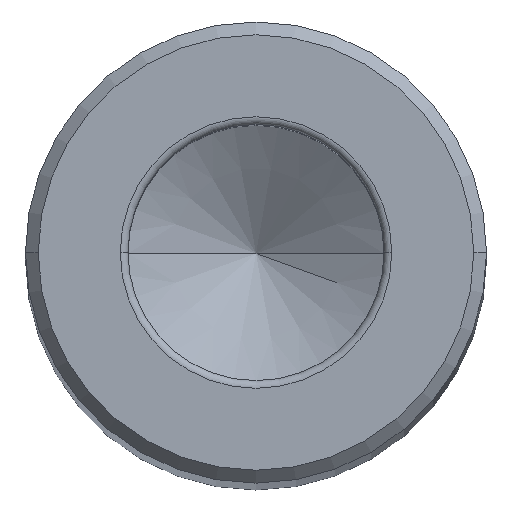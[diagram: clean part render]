
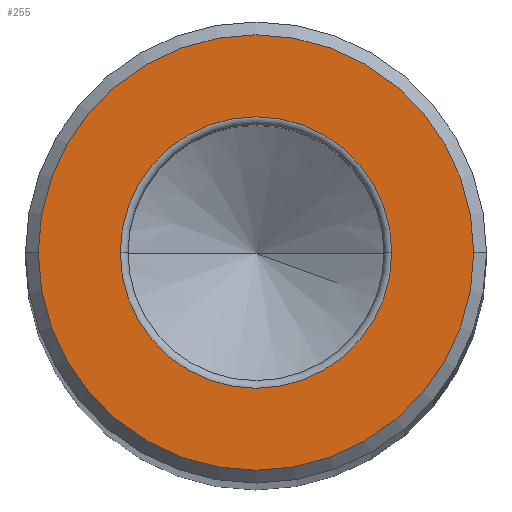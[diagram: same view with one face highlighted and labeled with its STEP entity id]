
A CAD part, top view. The second image highlights one B-rep face of the part: STEP entity #255.
In plain terms, the highlighted planar face has unit normal (0, 0, 1).
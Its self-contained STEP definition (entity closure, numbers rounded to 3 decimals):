
#14 = VERTEX_POINT ( 'NONE', #154 ) ;
#23 = AXIS2_PLACEMENT_3D ( 'NONE', #420, #89, #286 ) ;
#47 = EDGE_CURVE ( 'NONE', #302, #393, #579, .T. ) ;
#53 = CARTESIAN_POINT ( 'NONE',  ( 0., 0., 0. ) ) ;
#79 = FACE_OUTER_BOUND ( 'NONE', #482, .T. ) ;
#89 = DIRECTION ( 'NONE',  ( 0., 0., -1. ) ) ;
#103 = DIRECTION ( 'NONE',  ( 1., 0., 0. ) ) ;
#123 = DIRECTION ( 'NONE',  ( 0., 0., 1. ) ) ;
#136 = DIRECTION ( 'NONE',  ( 0., 0., 1. ) ) ;
#154 = CARTESIAN_POINT ( 'NONE',  ( 8.5, 0., 0. ) ) ;
#155 = DIRECTION ( 'NONE',  ( 0., 0., 1. ) ) ;
#159 = ORIENTED_EDGE ( 'NONE', *, *, #610, .T. ) ;
#193 = ORIENTED_EDGE ( 'NONE', *, *, #449, .T. ) ;
#225 = PLANE ( 'NONE',  #323 ) ;
#244 = DIRECTION ( 'NONE',  ( 0., 0., -1. ) ) ;
#255 = ADVANCED_FACE ( 'NONE', ( #516, #79 ), #225, .T. ) ;
#259 = CIRCLE ( 'NONE', #613, 8.5 ) ;
#284 = EDGE_LOOP ( 'NONE', ( #598, #514 ) ) ;
#286 = DIRECTION ( 'NONE',  ( 1., 0., 0. ) ) ;
#292 = DIRECTION ( 'NONE',  ( 1., 0., 0. ) ) ;
#302 = VERTEX_POINT ( 'NONE', #627 ) ;
#304 = EDGE_CURVE ( 'NONE', #393, #302, #444, .T. ) ;
#308 = DIRECTION ( 'NONE',  ( 1., 0., 0. ) ) ;
#323 = AXIS2_PLACEMENT_3D ( 'NONE', #380, #136, #375 ) ;
#356 = AXIS2_PLACEMENT_3D ( 'NONE', #53, #244, #292 ) ;
#375 = DIRECTION ( 'NONE',  ( 1., 0., 0. ) ) ;
#380 = CARTESIAN_POINT ( 'NONE',  ( 0., 0., 0. ) ) ;
#393 = VERTEX_POINT ( 'NONE', #446 ) ;
#420 = CARTESIAN_POINT ( 'NONE',  ( 0., 0., 0. ) ) ;
#435 = CIRCLE ( 'NONE', #620, 8.5 ) ;
#444 = CIRCLE ( 'NONE', #23, 5.3 ) ;
#446 = CARTESIAN_POINT ( 'NONE',  ( -5.3, 0., 0. ) ) ;
#449 = EDGE_CURVE ( 'NONE', #619, #14, #435, .T. ) ;
#482 = EDGE_LOOP ( 'NONE', ( #193, #159 ) ) ;
#506 = CARTESIAN_POINT ( 'NONE',  ( 0., 0., 0. ) ) ;
#514 = ORIENTED_EDGE ( 'NONE', *, *, #304, .T. ) ;
#516 = FACE_BOUND ( 'NONE', #284, .T. ) ;
#537 = CARTESIAN_POINT ( 'NONE',  ( -8.5, 0., 0. ) ) ;
#543 = CARTESIAN_POINT ( 'NONE',  ( 0., 0., 0. ) ) ;
#579 = CIRCLE ( 'NONE', #356, 5.3 ) ;
#598 = ORIENTED_EDGE ( 'NONE', *, *, #47, .T. ) ;
#610 = EDGE_CURVE ( 'NONE', #14, #619, #259, .T. ) ;
#613 = AXIS2_PLACEMENT_3D ( 'NONE', #543, #155, #103 ) ;
#619 = VERTEX_POINT ( 'NONE', #537 ) ;
#620 = AXIS2_PLACEMENT_3D ( 'NONE', #506, #123, #308 ) ;
#627 = CARTESIAN_POINT ( 'NONE',  ( 5.3, 0., 0. ) ) ;
